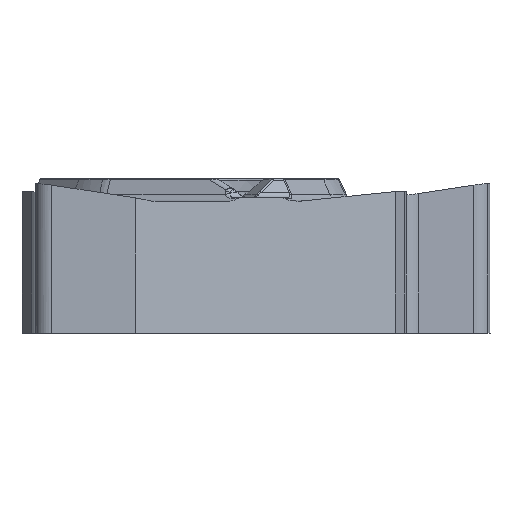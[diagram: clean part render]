
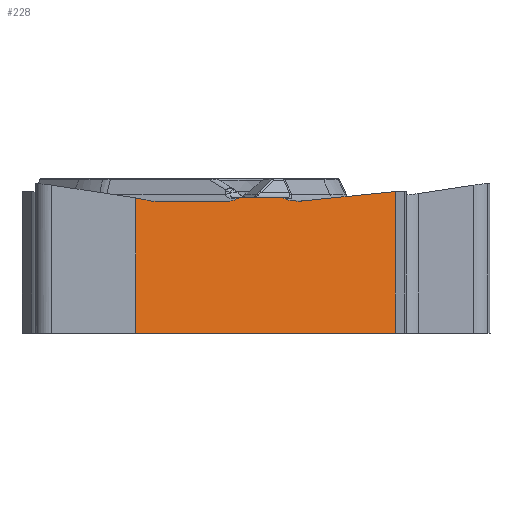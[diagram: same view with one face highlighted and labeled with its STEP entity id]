
A CAD part, front view. The second image highlights one B-rep face of the part: STEP entity #228.
In plain terms, the highlighted planar face has unit normal (0.5, -0.866, 0).
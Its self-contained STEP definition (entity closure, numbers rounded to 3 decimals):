
#228=ADVANCED_FACE('',(#493),#446,.F.);
#446=PLANE('',#3579);
#493=FACE_OUTER_BOUND('',#706,.T.);
#706=EDGE_LOOP('',(#1131,#1132,#1133,#1134,#1135,#1136,#1137,#1138,#1139,
#1140,#1141,#1142,#1143,#1144));
#929=CIRCLE('',#3578,0.32);
#1062=ELLIPSE('',#3574,0.64,0.32);
#1063=ELLIPSE('',#3575,0.3,0.15);
#1064=ELLIPSE('',#3576,0.177,0.15);
#1065=ELLIPSE('',#3577,0.377,0.32);
#1131=ORIENTED_EDGE('',*,*,#2487,.F.);
#1132=ORIENTED_EDGE('',*,*,#2488,.F.);
#1133=ORIENTED_EDGE('',*,*,#2489,.F.);
#1134=ORIENTED_EDGE('',*,*,#2490,.T.);
#1135=ORIENTED_EDGE('',*,*,#2491,.T.);
#1136=ORIENTED_EDGE('',*,*,#2492,.F.);
#1137=ORIENTED_EDGE('',*,*,#2493,.F.);
#1138=ORIENTED_EDGE('',*,*,#2494,.F.);
#1139=ORIENTED_EDGE('',*,*,#2495,.F.);
#1140=ORIENTED_EDGE('',*,*,#2496,.T.);
#1141=ORIENTED_EDGE('',*,*,#2497,.T.);
#1142=ORIENTED_EDGE('',*,*,#2498,.T.);
#1143=ORIENTED_EDGE('',*,*,#2499,.F.);
#1144=ORIENTED_EDGE('',*,*,#2500,.F.);
#2177=VERTEX_POINT('',#4897);
#2178=VERTEX_POINT('',#4898);
#2179=VERTEX_POINT('',#4900);
#2180=VERTEX_POINT('',#4902);
#2181=VERTEX_POINT('',#4904);
#2182=VERTEX_POINT('',#4906);
#2183=VERTEX_POINT('',#4914);
#2184=VERTEX_POINT('',#4916);
#2185=VERTEX_POINT('',#4918);
#2186=VERTEX_POINT('',#4920);
#2187=VERTEX_POINT('',#4922);
#2188=VERTEX_POINT('',#4924);
#2189=VERTEX_POINT('',#4926);
#2190=VERTEX_POINT('',#4928);
#2487=EDGE_CURVE('',#2177,#2178,#3010,.T.);
#2488=EDGE_CURVE('',#2179,#2177,#3011,.T.);
#2489=EDGE_CURVE('',#2180,#2179,#3012,.T.);
#2490=EDGE_CURVE('',#2180,#2181,#1062,.T.);
#2491=EDGE_CURVE('',#2181,#2182,#3013,.T.);
#2492=EDGE_CURVE('',#2183,#2182,#3426,.T.);
#2493=EDGE_CURVE('',#2184,#2183,#1063,.T.);
#2494=EDGE_CURVE('',#2185,#2184,#3014,.T.);
#2495=EDGE_CURVE('',#2186,#2185,#1064,.T.);
#2496=EDGE_CURVE('',#2186,#2187,#1065,.T.);
#2497=EDGE_CURVE('',#2187,#2188,#3015,.T.);
#2498=EDGE_CURVE('',#2188,#2189,#929,.T.);
#2499=EDGE_CURVE('',#2190,#2189,#3016,.T.);
#2500=EDGE_CURVE('',#2178,#2190,#3017,.T.);
#3010=LINE('',#4896,#3211);
#3011=LINE('',#4899,#3212);
#3012=LINE('',#4901,#3213);
#3013=LINE('',#4905,#3214);
#3014=LINE('',#4917,#3215);
#3015=LINE('',#4923,#3216);
#3016=LINE('',#4927,#3217);
#3017=LINE('',#4929,#3218);
#3211=VECTOR('',#3913,1.);
#3212=VECTOR('',#3914,1.);
#3213=VECTOR('',#3915,1.);
#3214=VECTOR('',#3918,1.);
#3215=VECTOR('',#3921,1.);
#3216=VECTOR('',#3926,1.);
#3217=VECTOR('',#3929,1.);
#3218=VECTOR('',#3930,1.);
#3426=B_SPLINE_CURVE_WITH_KNOTS('',3,(#4907,#4908,#4909,#4910,#4911,#4912,
#4913),.UNSPECIFIED.,.F.,.F.,(4,3,4),(0.,0.503,1.),
 .UNSPECIFIED.);
#3574=AXIS2_PLACEMENT_3D('',#4903,#3916,#3917);
#3575=AXIS2_PLACEMENT_3D('',#4915,#3919,#3920);
#3576=AXIS2_PLACEMENT_3D('',#4919,#3922,#3923);
#3577=AXIS2_PLACEMENT_3D('',#4921,#3924,#3925);
#3578=AXIS2_PLACEMENT_3D('',#4925,#3927,#3928);
#3579=AXIS2_PLACEMENT_3D('',#4930,#3931,#3932);
#3913=DIRECTION('',(-0.866,-0.5,0.));
#3914=DIRECTION('',(0.,0.,-1.));
#3915=DIRECTION('',(0.863,0.498,0.088));
#3916=DIRECTION('',(-0.5,0.866,0.));
#3917=DIRECTION('',(0.866,0.5,0.));
#3918=DIRECTION('',(-0.866,-0.5,0.));
#3919=DIRECTION('',(-0.5,0.866,0.));
#3920=DIRECTION('',(-0.866,-0.5,0.));
#3921=DIRECTION('',(0.866,0.5,0.));
#3922=DIRECTION('',(-0.5,0.866,0.));
#3923=DIRECTION('',(0.866,0.5,0.));
#3924=DIRECTION('',(-0.5,0.866,0.));
#3925=DIRECTION('',(0.866,0.5,0.));
#3926=DIRECTION('',(-0.866,-0.5,0.));
#3927=DIRECTION('',(-0.5,0.866,0.));
#3928=DIRECTION('',(0.,0.,-1.));
#3929=DIRECTION('',(0.853,0.492,-0.174));
#3930=DIRECTION('',(0.,0.,1.));
#3931=DIRECTION('',(-0.5,0.866,0.));
#3932=DIRECTION('',(0.,0.,-1.));
#4896=CARTESIAN_POINT('',(-0.367,-5.711,-3.97));
#4897=CARTESIAN_POINT('',(5.154,-2.524,-3.97));
#4898=CARTESIAN_POINT('',(-1.747,-6.508,-3.97));
#4899=CARTESIAN_POINT('',(5.154,-2.524,0.));
#4900=CARTESIAN_POINT('',(5.154,-2.524,-0.207));
#4901=CARTESIAN_POINT('',(-0.308,-5.677,-0.763));
#4902=CARTESIAN_POINT('',(2.718,-3.93,-0.455));
#4903=CARTESIAN_POINT('',(2.622,-3.986,-0.14));
#4904=CARTESIAN_POINT('',(2.622,-3.986,-0.46));
#4905=CARTESIAN_POINT('',(-0.367,-5.711,-0.46));
#4906=CARTESIAN_POINT('',(2.541,-4.032,-0.46));
#4907=CARTESIAN_POINT('',(2.225,-4.215,-0.4));
#4908=CARTESIAN_POINT('',(2.275,-4.186,-0.421));
#4909=CARTESIAN_POINT('',(2.328,-4.155,-0.436));
#4910=CARTESIAN_POINT('',(2.381,-4.124,-0.446));
#4911=CARTESIAN_POINT('',(2.434,-4.094,-0.455));
#4912=CARTESIAN_POINT('',(2.487,-4.063,-0.46));
#4913=CARTESIAN_POINT('',(2.541,-4.032,-0.46));
#4914=CARTESIAN_POINT('',(2.225,-4.215,-0.4));
#4915=CARTESIAN_POINT('',(2.07,-4.304,-0.52));
#4916=CARTESIAN_POINT('',(2.07,-4.304,-0.37));
#4917=CARTESIAN_POINT('',(5.129,-2.538,-0.37));
#4918=CARTESIAN_POINT('',(1.04,-4.899,-0.37));
#4919=CARTESIAN_POINT('',(1.04,-4.899,-0.52));
#4920=CARTESIAN_POINT('',(0.95,-4.951,-0.399));
#4921=CARTESIAN_POINT('',(0.757,-5.062,-0.14));
#4922=CARTESIAN_POINT('',(0.757,-5.062,-0.46));
#4923=CARTESIAN_POINT('',(5.129,-2.538,-0.46));
#4924=CARTESIAN_POINT('',(-1.311,-6.256,-0.46));
#4925=CARTESIAN_POINT('',(-1.311,-6.256,-0.14));
#4926=CARTESIAN_POINT('',(-1.359,-6.284,-0.455));
#4927=CARTESIAN_POINT('',(4.866,-2.69,-1.723));
#4928=CARTESIAN_POINT('',(-1.747,-6.508,-0.376));
#4929=CARTESIAN_POINT('',(-1.747,-6.508,0.));
#4930=CARTESIAN_POINT('',(-0.367,-5.711,0.));
